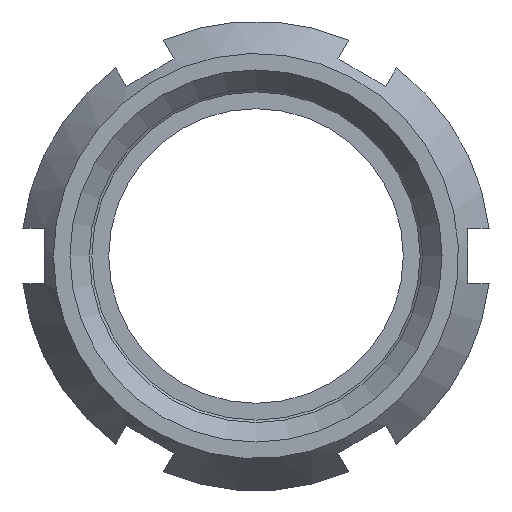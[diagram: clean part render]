
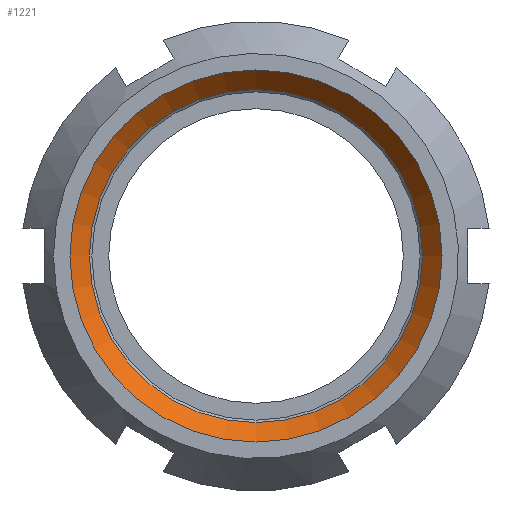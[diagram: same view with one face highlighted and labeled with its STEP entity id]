
A CAD part, left-side view. The second image highlights one B-rep face of the part: STEP entity #1221.
In plain terms, the highlighted conical face has half-angle 40 degrees and reference radius 19.153 mm.
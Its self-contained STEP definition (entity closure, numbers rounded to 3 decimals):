
#1190=CARTESIAN_POINT('',(0.,20.212,0.0));
#1191=VERTEX_POINT('',#1190);
#1192=CARTESIAN_POINT('',(0.,0.0,0.0));
#1193=DIRECTION('',(1.0,0.0,0.0));
#1194=DIRECTION('',(0.0,1.0,0.0));
#1195=AXIS2_PLACEMENT_3D('',#1192,#1193,#1194);
#1196=CIRCLE('',#1195,20.212);
#1197=EDGE_CURVE('',#1191,#1191,#1196,.T.);
#1202=CARTESIAN_POINT('',(1.261,0.0,0.0));
#1203=DIRECTION('',(-1.0,0.0,0.0));
#1204=DIRECTION('',(0.0,1.0,0.0));
#1205=AXIS2_PLACEMENT_3D('',#1202,#1203,#1204);
#1206=CONICAL_SURFACE('',#1205,19.153,40.);
#1207=ORIENTED_EDGE('',*,*,#1197,.F.);
#1208=EDGE_LOOP('',(#1207));
#1209=FACE_OUTER_BOUND('',#1208,.T.);
#1210=CARTESIAN_POINT('',(2.522,18.095,0.0));
#1211=VERTEX_POINT('',#1210);
#1212=CARTESIAN_POINT('',(2.522,0.0,0.0));
#1213=DIRECTION('',(1.0,0.0,0.0));
#1214=DIRECTION('',(0.0,1.0,0.0));
#1215=AXIS2_PLACEMENT_3D('',#1212,#1213,#1214);
#1216=CIRCLE('',#1215,18.095);
#1217=EDGE_CURVE('',#1211,#1211,#1216,.T.);
#1218=ORIENTED_EDGE('',*,*,#1217,.T.);
#1219=EDGE_LOOP('',(#1218));
#1220=FACE_BOUND('',#1219,.T.);
#1221=ADVANCED_FACE('',(#1209,#1220),#1206,.F.);
